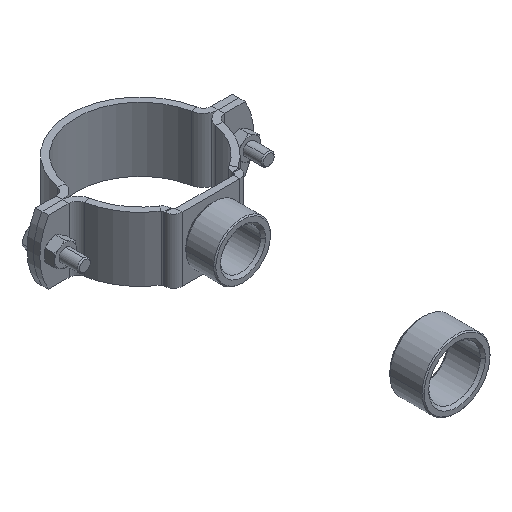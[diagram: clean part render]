
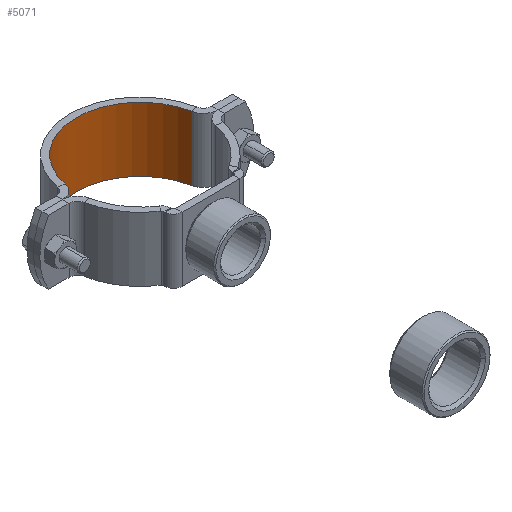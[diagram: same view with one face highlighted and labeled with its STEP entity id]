
A CAD part, isometric view. The second image highlights one B-rep face of the part: STEP entity #5071.
In plain terms, the highlighted cylindrical face has radius 30 mm (diameter 60 mm), a partial arc.
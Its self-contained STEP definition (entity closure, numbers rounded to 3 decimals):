
#20 = CARTESIAN_POINT ( 'NONE',  ( -29.458, -5.676, 15. ) ) ;
#82 = EDGE_CURVE ( 'NONE', #4923, #1651, #2109, .T. ) ;
#506 = DIRECTION ( 'NONE',  ( -1., 0., 0. ) ) ;
#566 = VERTEX_POINT ( 'NONE', #20 ) ;
#802 = CIRCLE ( 'NONE', #3378, 30. ) ;
#826 = CARTESIAN_POINT ( 'NONE',  ( -29.458, -5.676, -15. ) ) ;
#888 = DIRECTION ( 'NONE',  ( 0., 0., -1. ) ) ;
#928 = CYLINDRICAL_SURFACE ( 'NONE', #2032, 30. ) ;
#970 = DIRECTION ( 'NONE',  ( 0., 0., 1. ) ) ;
#973 = DIRECTION ( 'NONE',  ( 0., 0., -1. ) ) ;
#1174 = DIRECTION ( 'NONE',  ( 0., 0., 1. ) ) ;
#1651 = VERTEX_POINT ( 'NONE', #4339 ) ;
#2032 = AXIS2_PLACEMENT_3D ( 'NONE', #2577, #4270, #506 ) ;
#2109 = CIRCLE ( 'NONE', #3858, 30. ) ;
#2416 = VECTOR ( 'NONE', #888, 1000. ) ;
#2421 = VECTOR ( 'NONE', #973, 1000. ) ;
#2576 = ORIENTED_EDGE ( 'NONE', *, *, #82, .F. ) ;
#2577 = CARTESIAN_POINT ( 'NONE',  ( 0., 0., 15. ) ) ;
#2621 = DIRECTION ( 'NONE',  ( 1., 0., 0. ) ) ;
#2821 = DIRECTION ( 'NONE',  ( 1., 0., 0. ) ) ;
#2926 = LINE ( 'NONE', #4628, #2416 ) ;
#2983 = EDGE_CURVE ( 'NONE', #3578, #1651, #3012, .T. ) ;
#3012 = LINE ( 'NONE', #4712, #2421 ) ;
#3378 = AXIS2_PLACEMENT_3D ( 'NONE', #4912, #1174, #2821 ) ;
#3578 = VERTEX_POINT ( 'NONE', #5138 ) ;
#3858 = AXIS2_PLACEMENT_3D ( 'NONE', #4707, #970, #2621 ) ;
#3953 = ORIENTED_EDGE ( 'NONE', *, *, #4335, .T. ) ;
#3996 = EDGE_CURVE ( 'NONE', #566, #4923, #2926, .T. ) ;
#4080 = ORIENTED_EDGE ( 'NONE', *, *, #3996, .F. ) ;
#4270 = DIRECTION ( 'NONE',  ( 0., 0., -1. ) ) ;
#4335 = EDGE_CURVE ( 'NONE', #566, #3578, #802, .T. ) ;
#4339 = CARTESIAN_POINT ( 'NONE',  ( 29.458, -5.676, -15. ) ) ;
#4561 = EDGE_LOOP ( 'NONE', ( #2576, #4080, #3953, #5329 ) ) ;
#4628 = CARTESIAN_POINT ( 'NONE',  ( -29.458, -5.676, 15. ) ) ;
#4665 = FACE_OUTER_BOUND ( 'NONE', #4561, .T. ) ;
#4707 = CARTESIAN_POINT ( 'NONE',  ( 0., 0., -15. ) ) ;
#4712 = CARTESIAN_POINT ( 'NONE',  ( 29.458, -5.676, 15. ) ) ;
#4912 = CARTESIAN_POINT ( 'NONE',  ( 0., 0., 15. ) ) ;
#4923 = VERTEX_POINT ( 'NONE', #826 ) ;
#5071 = ADVANCED_FACE ( 'NONE', ( #4665 ), #928, .F. ) ;
#5138 = CARTESIAN_POINT ( 'NONE',  ( 29.458, -5.676, 15. ) ) ;
#5329 = ORIENTED_EDGE ( 'NONE', *, *, #2983, .T. ) ;
